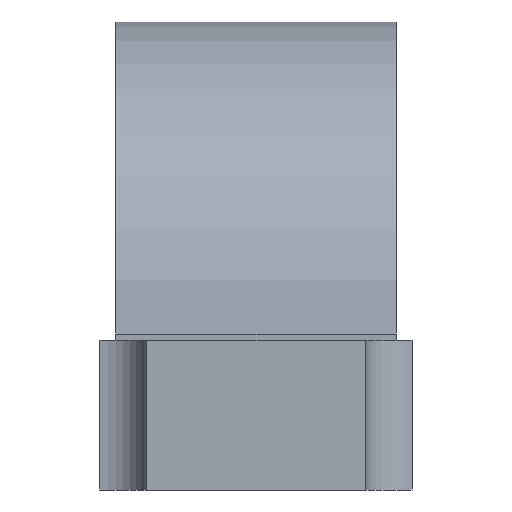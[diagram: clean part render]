
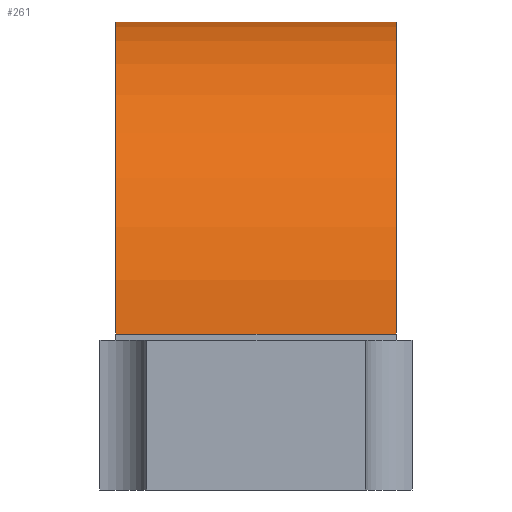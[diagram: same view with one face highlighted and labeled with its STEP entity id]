
A CAD part, left-side view. The second image highlights one B-rep face of the part: STEP entity #261.
In plain terms, the highlighted cylindrical face has radius 1 mm (diameter 2 mm), a partial arc.
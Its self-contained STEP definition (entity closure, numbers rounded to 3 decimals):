
#15=CYLINDRICAL_SURFACE('',#291,1.);
#20=CIRCLE('',#290,1.);
#21=CIRCLE('',#292,1.);
#36=FACE_OUTER_BOUND('',#51,.T.);
#51=EDGE_LOOP('',(#185,#186,#187,#188));
#67=LINE('',#399,#93);
#71=LINE('',#409,#97);
#93=VECTOR('',#319,10.);
#97=VECTOR('',#329,10.);
#119=VERTEX_POINT('',#396);
#120=VERTEX_POINT('',#398);
#122=VERTEX_POINT('',#404);
#123=VERTEX_POINT('',#408);
#143=EDGE_CURVE('',#120,#119,#67,.T.);
#147=EDGE_CURVE('',#119,#122,#20,.F.);
#148=EDGE_CURVE('',#122,#123,#71,.T.);
#149=EDGE_CURVE('',#123,#120,#21,.F.);
#185=ORIENTED_EDGE('',*,*,#147,.T.);
#186=ORIENTED_EDGE('',*,*,#148,.T.);
#187=ORIENTED_EDGE('',*,*,#149,.T.);
#188=ORIENTED_EDGE('',*,*,#143,.T.);
#261=ADVANCED_FACE('',(#36),#15,.T.);
#290=AXIS2_PLACEMENT_3D('',#406,#325,#326);
#291=AXIS2_PLACEMENT_3D('',#407,#327,#328);
#292=AXIS2_PLACEMENT_3D('',#410,#330,#331);
#319=DIRECTION('',(0.,-1.,0.));
#325=DIRECTION('center_axis',(0.,-1.,0.));
#326=DIRECTION('ref_axis',(-0.707,0.,0.707));
#327=DIRECTION('center_axis',(0.,-1.,0.));
#328=DIRECTION('ref_axis',(-0.707,0.,0.707));
#329=DIRECTION('',(0.,1.,0.));
#330=DIRECTION('center_axis',(0.,1.,0.));
#331=DIRECTION('ref_axis',(-0.707,0.,0.707));
#396=CARTESIAN_POINT('',(-1.,-0.45,0.5));
#398=CARTESIAN_POINT('',(-1.,0.45,0.5));
#399=CARTESIAN_POINT('',(-1.,0.25,0.5));
#404=CARTESIAN_POINT('',(1.,-0.45,0.5));
#406=CARTESIAN_POINT('Origin',(0.,-0.45,0.5));
#407=CARTESIAN_POINT('Origin',(0.,0.25,0.5));
#408=CARTESIAN_POINT('',(1.,0.45,0.5));
#409=CARTESIAN_POINT('',(1.,-0.25,0.5));
#410=CARTESIAN_POINT('Origin',(0.,0.45,0.5));
